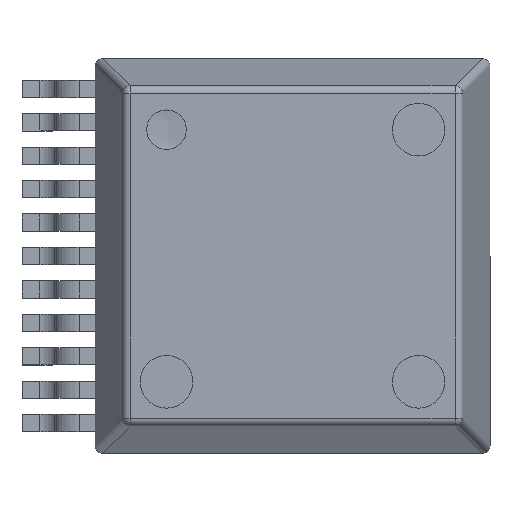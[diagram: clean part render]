
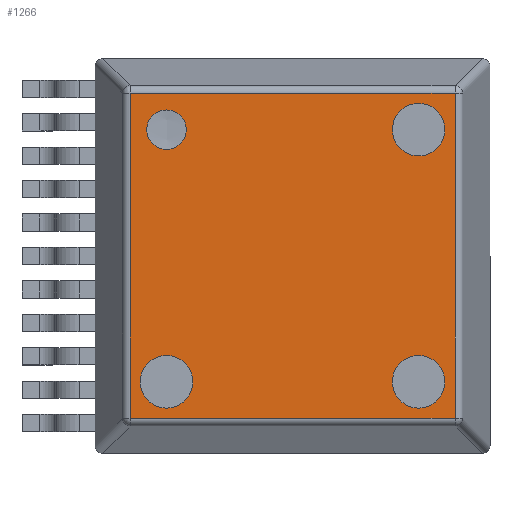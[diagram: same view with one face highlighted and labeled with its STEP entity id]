
A CAD part, top view. The second image highlights one B-rep face of the part: STEP entity #1266.
In plain terms, the highlighted planar face has unit normal (0, 0, 1).
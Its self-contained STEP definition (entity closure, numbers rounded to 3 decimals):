
#760=CARTESIAN_POINT('',(-4.79,4.04,6.112));
#761=VERTEX_POINT('',#760);
#777=CARTESIAN_POINT('',(-4.79,5.54,6.112));
#778=VERTEX_POINT('',#777);
#785=CARTESIAN_POINT('',(-4.79,4.79,6.112));
#786=DIRECTION('',(0.0,0.0,1.0));
#787=DIRECTION('',(0.0,1.0,0.0));
#788=AXIS2_PLACEMENT_3D('',#785,#786,#787);
#789=CIRCLE('',#788,0.75);
#790=EDGE_CURVE('',#778,#761,#789,.T.);
#802=CARTESIAN_POINT('',(-4.79,-5.79,6.112));
#803=VERTEX_POINT('',#802);
#819=CARTESIAN_POINT('',(-4.79,-3.79,6.112));
#820=VERTEX_POINT('',#819);
#827=CARTESIAN_POINT('',(-4.79,-4.79,6.112));
#828=DIRECTION('',(0.0,0.0,1.0));
#829=DIRECTION('',(0.0,1.0,0.0));
#830=AXIS2_PLACEMENT_3D('',#827,#828,#829);
#831=CIRCLE('',#830,1.0);
#832=EDGE_CURVE('',#820,#803,#831,.T.);
#844=CARTESIAN_POINT('',(4.79,3.79,6.112));
#845=VERTEX_POINT('',#844);
#861=CARTESIAN_POINT('',(4.79,5.79,6.112));
#862=VERTEX_POINT('',#861);
#869=CARTESIAN_POINT('',(4.79,4.79,6.112));
#870=DIRECTION('',(0.0,0.0,1.0));
#871=DIRECTION('',(0.0,1.0,0.0));
#872=AXIS2_PLACEMENT_3D('',#869,#870,#871);
#873=CIRCLE('',#872,1.0);
#874=EDGE_CURVE('',#862,#845,#873,.T.);
#886=CARTESIAN_POINT('',(4.79,-5.79,6.112));
#887=VERTEX_POINT('',#886);
#903=CARTESIAN_POINT('',(4.79,-3.79,6.112));
#904=VERTEX_POINT('',#903);
#911=CARTESIAN_POINT('',(4.79,-4.79,6.112));
#912=DIRECTION('',(0.0,0.0,1.0));
#913=DIRECTION('',(0.0,1.0,0.0));
#914=AXIS2_PLACEMENT_3D('',#911,#912,#913);
#915=CIRCLE('',#914,1.0);
#916=EDGE_CURVE('',#904,#887,#915,.T.);
#1168=CARTESIAN_POINT('',(-6.173,6.173,6.112));
#1169=VERTEX_POINT('',#1168);
#1178=CARTESIAN_POINT('',(-6.173,-6.173,6.112));
#1179=VERTEX_POINT('',#1178);
#1187=CARTESIAN_POINT('',(-6.173,6.173,6.112));
#1188=DIRECTION('',(0.0,-1.0,0.0));
#1189=VECTOR('',#1188,12.346);
#1190=LINE('',#1187,#1189);
#1191=EDGE_CURVE('',#1169,#1179,#1190,.T.);
#1196=CARTESIAN_POINT('',(-6.79,-6.79,6.112));
#1197=DIRECTION('',(0.0,0.0,-1.0));
#1198=DIRECTION('',(1.0,0.0,0.0));
#1199=AXIS2_PLACEMENT_3D('',#1196,#1197,#1198);
#1200=PLANE('',#1199);
#1201=CARTESIAN_POINT('',(6.173,-6.173,6.112));
#1202=VERTEX_POINT('',#1201);
#1203=CARTESIAN_POINT('',(6.173,6.173,6.112));
#1204=VERTEX_POINT('',#1203);
#1205=CARTESIAN_POINT('',(6.173,-6.173,6.112));
#1206=DIRECTION('',(0.0,1.0,0.0));
#1207=VECTOR('',#1206,12.346);
#1208=LINE('',#1205,#1207);
#1209=EDGE_CURVE('',#1202,#1204,#1208,.T.);
#1210=ORIENTED_EDGE('',*,*,#1209,.T.);
#1211=CARTESIAN_POINT('',(6.173,6.173,6.112));
#1212=DIRECTION('',(-1.0,0.0,0.0));
#1213=VECTOR('',#1212,12.346);
#1214=LINE('',#1211,#1213);
#1215=EDGE_CURVE('',#1204,#1169,#1214,.T.);
#1216=ORIENTED_EDGE('',*,*,#1215,.T.);
#1217=ORIENTED_EDGE('',*,*,#1191,.T.);
#1218=CARTESIAN_POINT('',(-6.173,-6.173,6.112));
#1219=DIRECTION('',(1.0,0.0,0.0));
#1220=VECTOR('',#1219,12.346);
#1221=LINE('',#1218,#1220);
#1222=EDGE_CURVE('',#1179,#1202,#1221,.T.);
#1223=ORIENTED_EDGE('',*,*,#1222,.T.);
#1224=EDGE_LOOP('',(#1210,#1216,#1217,#1223));
#1225=FACE_OUTER_BOUND('',#1224,.T.);
#1226=CARTESIAN_POINT('',(4.79,-4.79,6.112));
#1227=DIRECTION('',(0.0,0.0,1.0));
#1228=DIRECTION('',(0.0,1.0,0.0));
#1229=AXIS2_PLACEMENT_3D('',#1226,#1227,#1228);
#1230=CIRCLE('',#1229,1.0);
#1231=EDGE_CURVE('',#887,#904,#1230,.T.);
#1232=ORIENTED_EDGE('',*,*,#1231,.F.);
#1233=ORIENTED_EDGE('',*,*,#916,.F.);
#1234=EDGE_LOOP('',(#1232,#1233));
#1235=FACE_BOUND('',#1234,.T.);
#1236=CARTESIAN_POINT('',(4.79,4.79,6.112));
#1237=DIRECTION('',(0.0,0.0,1.0));
#1238=DIRECTION('',(0.0,1.0,0.0));
#1239=AXIS2_PLACEMENT_3D('',#1236,#1237,#1238);
#1240=CIRCLE('',#1239,1.0);
#1241=EDGE_CURVE('',#845,#862,#1240,.T.);
#1242=ORIENTED_EDGE('',*,*,#1241,.F.);
#1243=ORIENTED_EDGE('',*,*,#874,.F.);
#1244=EDGE_LOOP('',(#1242,#1243));
#1245=FACE_BOUND('',#1244,.T.);
#1246=CARTESIAN_POINT('',(-4.79,-4.79,6.112));
#1247=DIRECTION('',(0.0,0.0,1.0));
#1248=DIRECTION('',(0.0,1.0,0.0));
#1249=AXIS2_PLACEMENT_3D('',#1246,#1247,#1248);
#1250=CIRCLE('',#1249,1.0);
#1251=EDGE_CURVE('',#803,#820,#1250,.T.);
#1252=ORIENTED_EDGE('',*,*,#1251,.F.);
#1253=ORIENTED_EDGE('',*,*,#832,.F.);
#1254=EDGE_LOOP('',(#1252,#1253));
#1255=FACE_BOUND('',#1254,.T.);
#1256=ORIENTED_EDGE('',*,*,#790,.F.);
#1257=CARTESIAN_POINT('',(-4.79,4.79,6.112));
#1258=DIRECTION('',(0.0,0.0,1.0));
#1259=DIRECTION('',(0.0,1.0,0.0));
#1260=AXIS2_PLACEMENT_3D('',#1257,#1258,#1259);
#1261=CIRCLE('',#1260,0.75);
#1262=EDGE_CURVE('',#761,#778,#1261,.T.);
#1263=ORIENTED_EDGE('',*,*,#1262,.F.);
#1264=EDGE_LOOP('',(#1256,#1263));
#1265=FACE_BOUND('',#1264,.T.);
#1266=ADVANCED_FACE('',(#1225,#1235,#1245,#1255,#1265),#1200,.F.);
